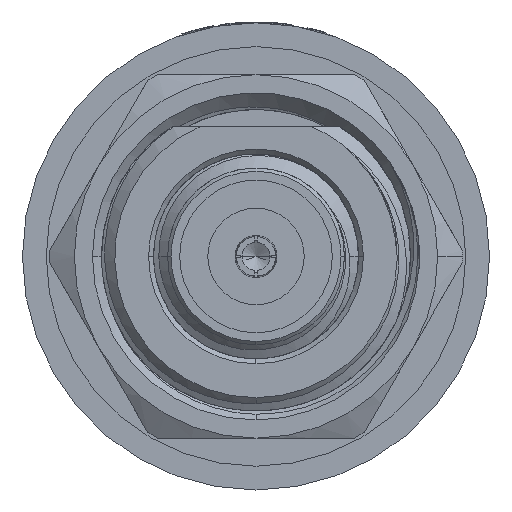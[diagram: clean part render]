
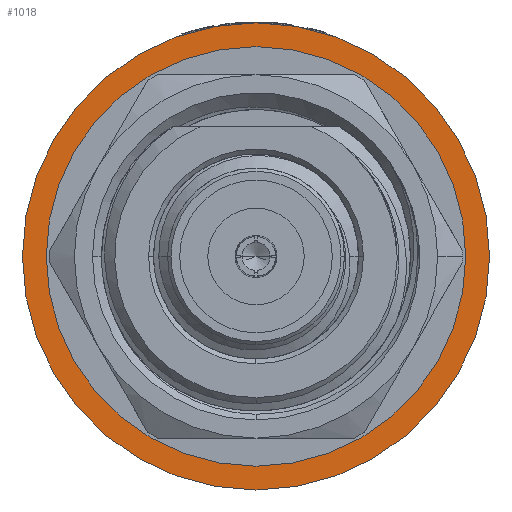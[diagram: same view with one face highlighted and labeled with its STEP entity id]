
A CAD part, left-side view. The second image highlights one B-rep face of the part: STEP entity #1018.
In plain terms, the highlighted planar face has unit normal (-1, 0, 0).
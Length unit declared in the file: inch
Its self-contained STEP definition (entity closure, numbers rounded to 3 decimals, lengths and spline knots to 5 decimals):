
#29 = EDGE_CURVE ( 'NONE', #6696, #1220, #7969, .T. ) ;
#483 = VERTEX_POINT ( 'NONE', #9161 ) ;
#997 = CARTESIAN_POINT ( 'NONE',  ( 0.34882, 0., 0. ) ) ;
#1018 = ADVANCED_FACE ( 'NONE', ( #7943, #8467 ), #24905, .T. ) ;
#1220 = VERTEX_POINT ( 'NONE', #10451 ) ;
#1710 = ORIENTED_EDGE ( 'NONE', *, *, #29, .F. ) ;
#1933 = DIRECTION ( 'NONE',  ( 0., 1., 0. ) ) ;
#2260 = CIRCLE ( 'NONE', #20761, 0.27835 ) ;
#3206 = EDGE_LOOP ( 'NONE', ( #14160, #9495 ) ) ;
#3930 = EDGE_LOOP ( 'NONE', ( #26605, #1710 ) ) ;
#3945 = DIRECTION ( 'NONE',  ( -1., 0., 0. ) ) ;
#4081 = CIRCLE ( 'NONE', #17005, 0.22736 ) ;
#4376 = VERTEX_POINT ( 'NONE', #16444 ) ;
#6696 = VERTEX_POINT ( 'NONE', #14463 ) ;
#7943 = FACE_BOUND ( 'NONE', #3206, .T. ) ;
#7969 = CIRCLE ( 'NONE', #22170, 0.27835 ) ;
#8453 = CARTESIAN_POINT ( 'NONE',  ( 0.34882, 0., 0. ) ) ;
#8467 = FACE_OUTER_BOUND ( 'NONE', #3930, .T. ) ;
#9161 = CARTESIAN_POINT ( 'NONE',  ( 0.34882, 0.22736, 0. ) ) ;
#9495 = ORIENTED_EDGE ( 'NONE', *, *, #16231, .F. ) ;
#9885 = CARTESIAN_POINT ( 'NONE',  ( 0.34882, 0., 0. ) ) ;
#10017 = AXIS2_PLACEMENT_3D ( 'NONE', #10208, #16138, #18303 ) ;
#10088 = DIRECTION ( 'NONE',  ( -1., 0., 0. ) ) ;
#10208 = CARTESIAN_POINT ( 'NONE',  ( 0.34882, 0., 0. ) ) ;
#10451 = CARTESIAN_POINT ( 'NONE',  ( 0.34882, -0.27835, 0. ) ) ;
#12256 = AXIS2_PLACEMENT_3D ( 'NONE', #20326, #10088, #13995 ) ;
#12264 = EDGE_CURVE ( 'NONE', #4376, #483, #23378, .T. ) ;
#12856 = DIRECTION ( 'NONE',  ( -1., 0., 0. ) ) ;
#13995 = DIRECTION ( 'NONE',  ( 0., 0., 1. ) ) ;
#14160 = ORIENTED_EDGE ( 'NONE', *, *, #12264, .F. ) ;
#14463 = CARTESIAN_POINT ( 'NONE',  ( 0.34882, 0.27835, 0. ) ) ;
#14905 = DIRECTION ( 'NONE',  ( 0., 1., 0. ) ) ;
#16138 = DIRECTION ( 'NONE',  ( -1., 0., 0. ) ) ;
#16231 = EDGE_CURVE ( 'NONE', #483, #4376, #4081, .T. ) ;
#16444 = CARTESIAN_POINT ( 'NONE',  ( 0.34882, -0.22736, 0. ) ) ;
#16764 = DIRECTION ( 'NONE',  ( 0., 1., 0. ) ) ;
#17005 = AXIS2_PLACEMENT_3D ( 'NONE', #997, #12856, #16764 ) ;
#18303 = DIRECTION ( 'NONE',  ( 0., -1., 0. ) ) ;
#20326 = CARTESIAN_POINT ( 'NONE',  ( 0.34882, 0., 0. ) ) ;
#20761 = AXIS2_PLACEMENT_3D ( 'NONE', #9885, #3945, #1933 ) ;
#22170 = AXIS2_PLACEMENT_3D ( 'NONE', #8453, #24758, #14905 ) ;
#22885 = EDGE_CURVE ( 'NONE', #6696, #1220, #2260, .T. ) ;
#23378 = CIRCLE ( 'NONE', #10017, 0.22736 ) ;
#24758 = DIRECTION ( 'NONE',  ( 1., 0., 0. ) ) ;
#24905 = PLANE ( 'NONE',  #12256 ) ;
#26605 = ORIENTED_EDGE ( 'NONE', *, *, #22885, .T. ) ;
